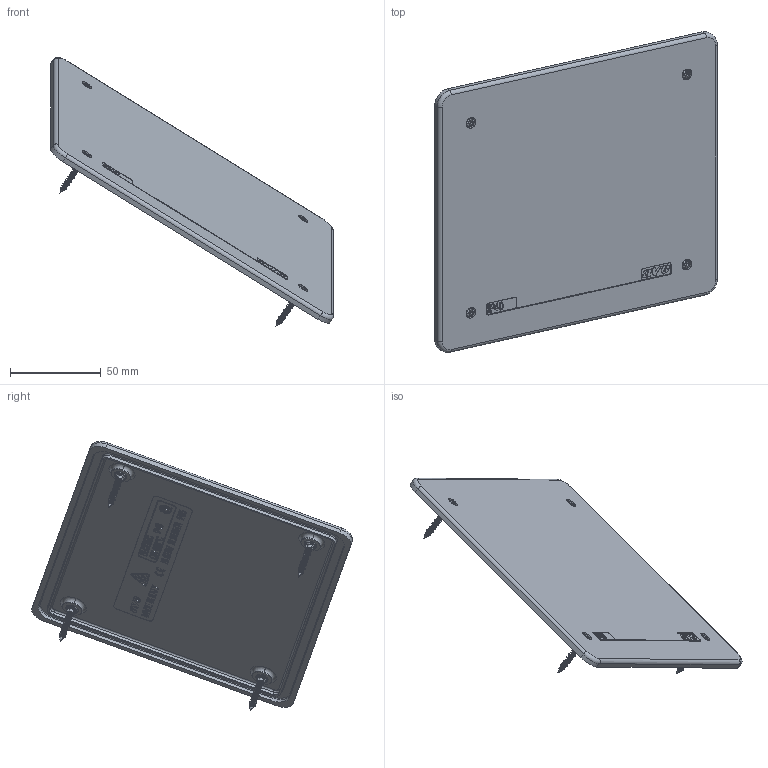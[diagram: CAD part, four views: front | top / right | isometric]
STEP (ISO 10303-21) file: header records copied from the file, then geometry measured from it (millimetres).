
FILE_DESCRIPTION(('CATIA V5 STEP Exchange'),'2;1');
FILE_NAME('BLCG05C.stp','2023-09-25T11:16:14+00:00',('none'),('none'),'CATIA Version 5-6 Release 2016 SP6','CATIA V5 STEP AP203','none');
FILE_SCHEMA(('CONFIG_CONTROL_DESIGN'));
Products named in the file (1): BLCG05C
Assembly tree (6 placements, depth 2):
  BLCG05C
    #57
    #94843  x4
    #99875
Bounding box: 155.41 x 176.44 x 148.02 mm (x, y, z)
Volume: 61573.4 mm3; surface area: 64905.6 mm2
Topology: 5 solids, 5 shells, 3452 faces, 9866 edges, 6538 vertices
Faces by surface type: plane 3005, cylinder 291, torus 72, cone 40, bspline 28, sphere 16
Entity records: 99899 total; most frequent: CARTESIAN_POINT 19743, ORIENTED_EDGE 17846, DIRECTION 14415, EDGE_CURVE 8923, VECTOR 8454, LINE 8454, VERTEX_POINT 5922, EDGE_LOOP 3241
